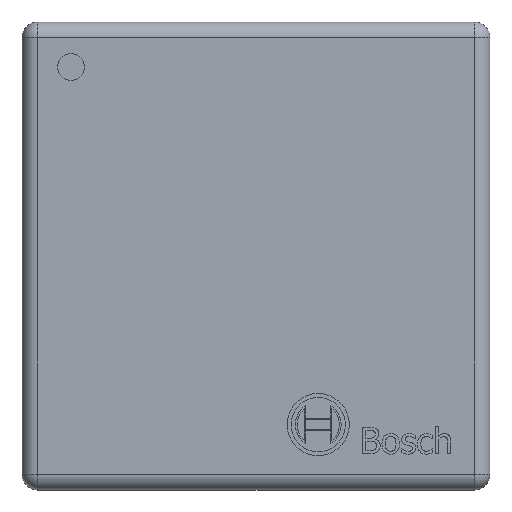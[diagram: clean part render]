
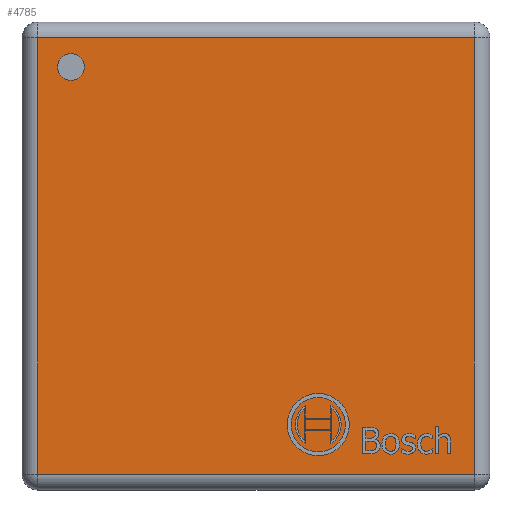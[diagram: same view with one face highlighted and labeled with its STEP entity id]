
A CAD part, top view. The second image highlights one B-rep face of the part: STEP entity #4785.
In plain terms, the highlighted planar face has unit normal (0, 0, 1).
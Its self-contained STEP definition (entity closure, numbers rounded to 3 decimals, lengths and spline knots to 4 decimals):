
#311=PLANE('',#5148);
#550=FACE_OUTER_BOUND('',#852,.T.);
#852=EDGE_LOOP('',(#3487,#3488,#3489,#3490));
#1166=LINE('',#6592,#1697);
#1172=LINE('',#6621,#1703);
#1174=LINE('',#6624,#1705);
#1176=LINE('',#6627,#1707);
#1697=VECTOR('',#5478,2.8);
#1703=VECTOR('',#5510,2.8);
#1705=VECTOR('',#5514,2.8);
#1707=VECTOR('',#5518,2.8);
#2263=VERTEX_POINT('',#6567);
#2268=VERTEX_POINT('',#6580);
#2273=VERTEX_POINT('',#6596);
#2278=VERTEX_POINT('',#6609);
#2734=EDGE_CURVE('',#2263,#2268,#1166,.T.);
#2748=EDGE_CURVE('',#2268,#2278,#1172,.T.);
#2750=EDGE_CURVE('',#2278,#2273,#1174,.T.);
#2752=EDGE_CURVE('',#2273,#2263,#1176,.T.);
#3487=ORIENTED_EDGE('',*,*,#2734,.F.);
#3488=ORIENTED_EDGE('',*,*,#2752,.F.);
#3489=ORIENTED_EDGE('',*,*,#2750,.F.);
#3490=ORIENTED_EDGE('',*,*,#2748,.F.);
#4785=ADVANCED_FACE('',(#550),#311,.T.);
#5148=AXIS2_PLACEMENT_3D('',#6636,#5530,#5531);
#5478=DIRECTION('',(0.,1.,0.));
#5510=DIRECTION('',(1.,0.,0.));
#5514=DIRECTION('',(0.,-1.,0.));
#5518=DIRECTION('',(-1.,0.,0.));
#5530=DIRECTION('center_axis',(0.,0.,1.));
#5531=DIRECTION('ref_axis',(1.,0.,0.));
#6567=CARTESIAN_POINT('',(-1.4,-1.4,0.82));
#6580=CARTESIAN_POINT('',(-1.4,1.4,0.82));
#6592=CARTESIAN_POINT('',(-1.4,0.75,0.82));
#6596=CARTESIAN_POINT('',(1.4,-1.4,0.82));
#6609=CARTESIAN_POINT('',(1.4,1.4,0.82));
#6621=CARTESIAN_POINT('',(0.75,1.4,0.82));
#6624=CARTESIAN_POINT('',(1.4,-0.75,0.82));
#6627=CARTESIAN_POINT('',(-0.75,-1.4,0.82));
#6636=CARTESIAN_POINT('Origin',(0.,0.,0.82));
